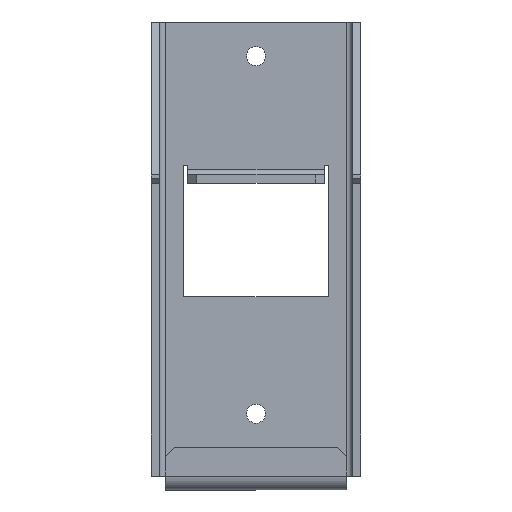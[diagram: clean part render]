
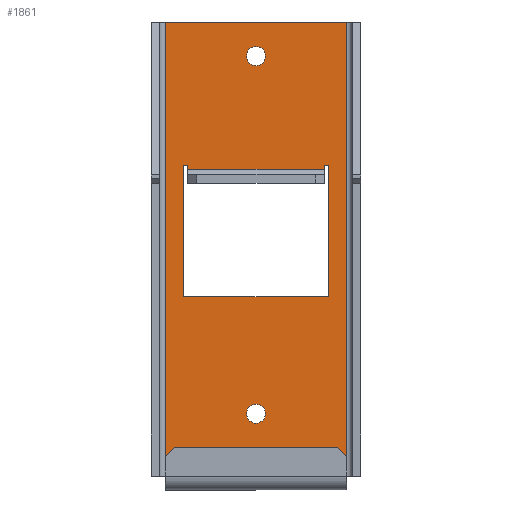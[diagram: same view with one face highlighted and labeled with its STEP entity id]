
A CAD part, top view. The second image highlights one B-rep face of the part: STEP entity #1861.
In plain terms, the highlighted planar face has unit normal (0, 0, 1).
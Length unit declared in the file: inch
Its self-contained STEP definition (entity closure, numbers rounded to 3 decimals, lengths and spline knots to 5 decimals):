
#11 = EDGE_CURVE ( 'NONE', #1314, #1394, #990, .T. ) ;
#33 = ORIENTED_EDGE ( 'NONE', *, *, #1193, .F. ) ;
#38 = VERTEX_POINT ( 'NONE', #1743 ) ;
#92 = CARTESIAN_POINT ( 'NONE',  ( 0., 2.625, 0. ) ) ;
#101 = CARTESIAN_POINT ( 'NONE',  ( 0.795, 1.4225, 0. ) ) ;
#114 = AXIS2_PLACEMENT_3D ( 'NONE', #1401, #1388, #1299 ) ;
#142 = ORIENTED_EDGE ( 'NONE', *, *, #230, .F. ) ;
#154 = CARTESIAN_POINT ( 'NONE',  ( -1., -3., 0. ) ) ;
#156 = EDGE_CURVE ( 'NONE', #2015, #2010, #533, .T. ) ;
#159 = CARTESIAN_POINT ( 'NONE',  ( 0.105, 2.625, 0. ) ) ;
#170 = VECTOR ( 'NONE', #2083, 39.37008 ) ;
#187 = EDGE_CURVE ( 'NONE', #1695, #1314, #854, .T. ) ;
#208 = EDGE_CURVE ( 'NONE', #1394, #506, #1659, .T. ) ;
#211 = CARTESIAN_POINT ( 'NONE',  ( 0., -2., 0. ) ) ;
#230 = EDGE_CURVE ( 'NONE', #1014, #689, #1546, .T. ) ;
#241 = LINE ( 'NONE', #2055, #170 ) ;
#248 = FACE_OUTER_BOUND ( 'NONE', #1832, .T. ) ;
#258 = EDGE_CURVE ( 'NONE', #1655, #365, #1497, .T. ) ;
#282 = CARTESIAN_POINT ( 'NONE',  ( 0.75, 1.3775, 0. ) ) ;
#334 = CARTESIAN_POINT ( 'NONE',  ( 0.75, -0.025, 0. ) ) ;
#344 = VECTOR ( 'NONE', #1443, 39.37008 ) ;
#363 = CIRCLE ( 'NONE', #992, 0.105 ) ;
#365 = VERTEX_POINT ( 'NONE', #1017 ) ;
#370 = EDGE_LOOP ( 'NONE', ( #486, #1285 ) ) ;
#393 = ORIENTED_EDGE ( 'NONE', *, *, #540, .F. ) ;
#427 = CARTESIAN_POINT ( 'NONE',  ( -0.105, 2.625, 0. ) ) ;
#466 = EDGE_CURVE ( 'NONE', #506, #1695, #826, .T. ) ;
#468 = CARTESIAN_POINT ( 'NONE',  ( -0.795, 1.4225, 0. ) ) ;
#484 = LINE ( 'NONE', #1995, #872 ) ;
#486 = ORIENTED_EDGE ( 'NONE', *, *, #258, .F. ) ;
#490 = LINE ( 'NONE', #609, #1728 ) ;
#506 = VERTEX_POINT ( 'NONE', #1997 ) ;
#533 = LINE ( 'NONE', #468, #344 ) ;
#534 = VERTEX_POINT ( 'NONE', #1403 ) ;
#540 = EDGE_CURVE ( 'NONE', #2040, #1561, #1199, .T. ) ;
#541 = AXIS2_PLACEMENT_3D ( 'NONE', #1272, #1236, #1188 ) ;
#598 = CARTESIAN_POINT ( 'NONE',  ( 1., -2., 0. ) ) ;
#606 = DIRECTION ( 'NONE',  ( 0., -1., 0. ) ) ;
#609 = CARTESIAN_POINT ( 'NONE',  ( 0.75, 1.4225, 0. ) ) ;
#625 = DIRECTION ( 'NONE',  ( 0., -1., 0. ) ) ;
#637 = ORIENTED_EDGE ( 'NONE', *, *, #208, .T. ) ;
#646 = FACE_BOUND ( 'NONE', #370, .T. ) ;
#668 = EDGE_CURVE ( 'NONE', #534, #694, #241, .T. ) ;
#689 = VERTEX_POINT ( 'NONE', #427 ) ;
#694 = VERTEX_POINT ( 'NONE', #101 ) ;
#699 = EDGE_CURVE ( 'NONE', #689, #1014, #363, .T. ) ;
#751 = DIRECTION ( 'NONE',  ( -1., 0., 0. ) ) ;
#759 = CARTESIAN_POINT ( 'NONE',  ( 1., 3., 0. ) ) ;
#760 = CARTESIAN_POINT ( 'NONE',  ( -0.795, -0.025, 0. ) ) ;
#768 = CARTESIAN_POINT ( 'NONE',  ( -0.795, 1.4225, 0. ) ) ;
#813 = VECTOR ( 'NONE', #1938, 39.37008 ) ;
#826 = LINE ( 'NONE', #759, #1959 ) ;
#847 = LINE ( 'NONE', #334, #1937 ) ;
#852 = AXIS2_PLACEMENT_3D ( 'NONE', #1057, #965, #943 ) ;
#854 = LINE ( 'NONE', #154, #1825 ) ;
#859 = ORIENTED_EDGE ( 'NONE', *, *, #187, .T. ) ;
#872 = VECTOR ( 'NONE', #1986, 39.37008 ) ;
#879 = ORIENTED_EDGE ( 'NONE', *, *, #1491, .F. ) ;
#896 = CIRCLE ( 'NONE', #541, 0.105 ) ;
#904 = LINE ( 'NONE', #1081, #1529 ) ;
#943 = DIRECTION ( 'NONE',  ( 1., 0., 0. ) ) ;
#958 = ORIENTED_EDGE ( 'NONE', *, *, #964, .F. ) ;
#964 = EDGE_CURVE ( 'NONE', #2010, #534, #847, .T. ) ;
#965 = DIRECTION ( 'NONE',  ( 0., 0., 1. ) ) ;
#970 = VECTOR ( 'NONE', #1444, 39.37008 ) ;
#990 = LINE ( 'NONE', #211, #970 ) ;
#992 = AXIS2_PLACEMENT_3D ( 'NONE', #92, #1905, #1842 ) ;
#998 = ORIENTED_EDGE ( 'NONE', *, *, #699, .F. ) ;
#1014 = VERTEX_POINT ( 'NONE', #159 ) ;
#1017 = CARTESIAN_POINT ( 'NONE',  ( 0.105, -1.3125, 0. ) ) ;
#1020 = CARTESIAN_POINT ( 'NONE',  ( -0.75, 1.3775, 0. ) ) ;
#1041 = LINE ( 'NONE', #1914, #1427 ) ;
#1045 = ORIENTED_EDGE ( 'NONE', *, *, #11, .T. ) ;
#1057 = CARTESIAN_POINT ( 'NONE',  ( 0., -1.3125, 0. ) ) ;
#1081 = CARTESIAN_POINT ( 'NONE',  ( -0.75, 1.3775, 0. ) ) ;
#1123 = DIRECTION ( 'NONE',  ( 0., 1., 0. ) ) ;
#1163 = DIRECTION ( 'NONE',  ( 0., 0., 1. ) ) ;
#1188 = DIRECTION ( 'NONE',  ( 1., 0., 0. ) ) ;
#1190 = DIRECTION ( 'NONE',  ( -1., 0., 0. ) ) ;
#1192 = CARTESIAN_POINT ( 'NONE',  ( 0., 0., 0. ) ) ;
#1193 = EDGE_CURVE ( 'NONE', #694, #38, #1041, .T. ) ;
#1199 = LINE ( 'NONE', #1217, #2032 ) ;
#1208 = ORIENTED_EDGE ( 'NONE', *, *, #1922, .F. ) ;
#1217 = CARTESIAN_POINT ( 'NONE',  ( 0.75, 1.3775, 0. ) ) ;
#1221 = DIRECTION ( 'NONE',  ( 1., 0., 0. ) ) ;
#1236 = DIRECTION ( 'NONE',  ( 0., 0., 1. ) ) ;
#1264 = EDGE_CURVE ( 'NONE', #1312, #2015, #484, .T. ) ;
#1272 = CARTESIAN_POINT ( 'NONE',  ( 0., -1.3125, 0. ) ) ;
#1285 = ORIENTED_EDGE ( 'NONE', *, *, #1512, .F. ) ;
#1299 = DIRECTION ( 'NONE',  ( 1., 0., 0. ) ) ;
#1310 = ORIENTED_EDGE ( 'NONE', *, *, #156, .F. ) ;
#1312 = VERTEX_POINT ( 'NONE', #2095 ) ;
#1313 = EDGE_LOOP ( 'NONE', ( #958, #1310, #1750, #879, #393, #1208, #33, #1781 ) ) ;
#1314 = VERTEX_POINT ( 'NONE', #2098 ) ;
#1320 = PLANE ( 'NONE',  #1958 ) ;
#1378 = ORIENTED_EDGE ( 'NONE', *, *, #466, .T. ) ;
#1388 = DIRECTION ( 'NONE',  ( 0., 0., 1. ) ) ;
#1391 = EDGE_LOOP ( 'NONE', ( #998, #142 ) ) ;
#1394 = VERTEX_POINT ( 'NONE', #598 ) ;
#1401 = CARTESIAN_POINT ( 'NONE',  ( 0., 2.625, 0. ) ) ;
#1403 = CARTESIAN_POINT ( 'NONE',  ( 0.795, -0.025, 0. ) ) ;
#1427 = VECTOR ( 'NONE', #1918, 39.37008 ) ;
#1443 = DIRECTION ( 'NONE',  ( 0., -1., 0. ) ) ;
#1444 = DIRECTION ( 'NONE',  ( 1., 0., 0. ) ) ;
#1491 = EDGE_CURVE ( 'NONE', #1561, #1312, #904, .T. ) ;
#1497 = CIRCLE ( 'NONE', #852, 0.105 ) ;
#1512 = EDGE_CURVE ( 'NONE', #365, #1655, #896, .T. ) ;
#1529 = VECTOR ( 'NONE', #1123, 39.37008 ) ;
#1536 = CARTESIAN_POINT ( 'NONE',  ( -1., 3., 0. ) ) ;
#1546 = CIRCLE ( 'NONE', #114, 0.105 ) ;
#1561 = VERTEX_POINT ( 'NONE', #1020 ) ;
#1655 = VERTEX_POINT ( 'NONE', #1780 ) ;
#1659 = LINE ( 'NONE', #1928, #813 ) ;
#1695 = VERTEX_POINT ( 'NONE', #1536 ) ;
#1724 = FACE_BOUND ( 'NONE', #1313, .T. ) ;
#1728 = VECTOR ( 'NONE', #606, 39.37008 ) ;
#1743 = CARTESIAN_POINT ( 'NONE',  ( 0.75, 1.4225, 0. ) ) ;
#1750 = ORIENTED_EDGE ( 'NONE', *, *, #1264, .F. ) ;
#1780 = CARTESIAN_POINT ( 'NONE',  ( -0.105, -1.3125, 0. ) ) ;
#1781 = ORIENTED_EDGE ( 'NONE', *, *, #668, .F. ) ;
#1825 = VECTOR ( 'NONE', #625, 39.37008 ) ;
#1831 = FACE_BOUND ( 'NONE', #1391, .T. ) ;
#1832 = EDGE_LOOP ( 'NONE', ( #859, #1045, #637, #1378 ) ) ;
#1842 = DIRECTION ( 'NONE',  ( 1., 0., 0. ) ) ;
#1861 = ADVANCED_FACE ( 'NONE', ( #646, #1831, #1724, #248 ), #1320, .T. ) ;
#1899 = DIRECTION ( 'NONE',  ( 1., 0., 0. ) ) ;
#1905 = DIRECTION ( 'NONE',  ( 0., 0., 1. ) ) ;
#1914 = CARTESIAN_POINT ( 'NONE',  ( 0.795, 1.4225, 0. ) ) ;
#1918 = DIRECTION ( 'NONE',  ( -1., 0., 0. ) ) ;
#1922 = EDGE_CURVE ( 'NONE', #38, #2040, #490, .T. ) ;
#1928 = CARTESIAN_POINT ( 'NONE',  ( 1., -3., 0. ) ) ;
#1937 = VECTOR ( 'NONE', #1899, 39.37008 ) ;
#1938 = DIRECTION ( 'NONE',  ( 0., 1., 0. ) ) ;
#1958 = AXIS2_PLACEMENT_3D ( 'NONE', #1192, #1163, #1221 ) ;
#1959 = VECTOR ( 'NONE', #1190, 39.37008 ) ;
#1986 = DIRECTION ( 'NONE',  ( -1., 0., 0. ) ) ;
#1995 = CARTESIAN_POINT ( 'NONE',  ( -0.75, 1.4225, 0. ) ) ;
#1997 = CARTESIAN_POINT ( 'NONE',  ( 1., 3., 0. ) ) ;
#2010 = VERTEX_POINT ( 'NONE', #760 ) ;
#2015 = VERTEX_POINT ( 'NONE', #768 ) ;
#2032 = VECTOR ( 'NONE', #751, 39.37008 ) ;
#2040 = VERTEX_POINT ( 'NONE', #282 ) ;
#2055 = CARTESIAN_POINT ( 'NONE',  ( 0.795, 1.225, 0. ) ) ;
#2083 = DIRECTION ( 'NONE',  ( 0., 1., 0. ) ) ;
#2095 = CARTESIAN_POINT ( 'NONE',  ( -0.75, 1.4225, 0. ) ) ;
#2098 = CARTESIAN_POINT ( 'NONE',  ( -1., -2., 0. ) ) ;
